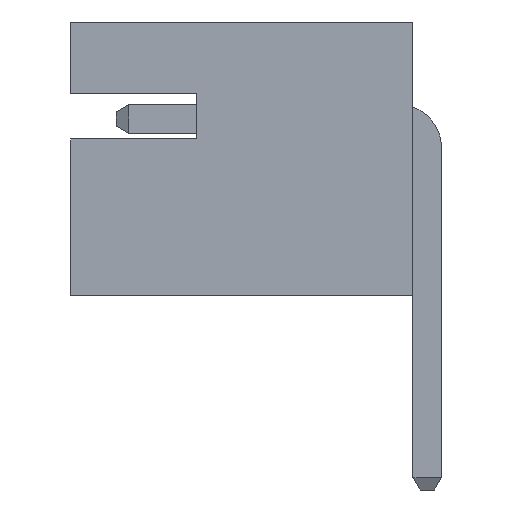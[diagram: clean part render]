
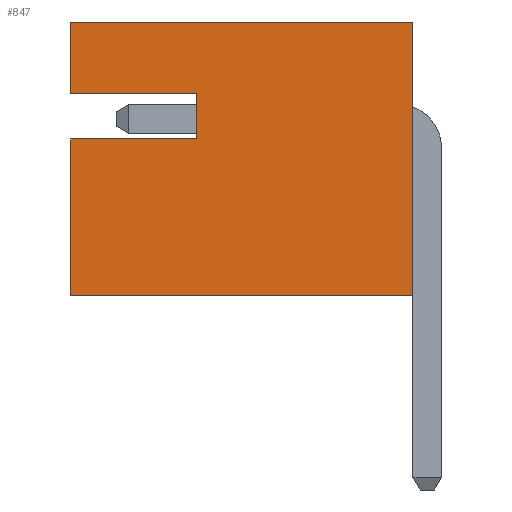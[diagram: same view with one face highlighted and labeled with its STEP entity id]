
A CAD part, left-side view. The second image highlights one B-rep face of the part: STEP entity #847.
In plain terms, the highlighted planar face has unit normal (-1, 0, 0).
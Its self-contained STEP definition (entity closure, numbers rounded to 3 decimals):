
#847=ADVANCED_FACE('',(#1676),#1678,.T.);
#1676=FACE_BOUND('',#1677,.T.);
#1677=EDGE_LOOP('',(#2362,#2363,#2364,#2365,#2366,#2367,#2368,#2369));
#1678=PLANE('',#1679);
#1679=AXIS2_PLACEMENT_3D('',#1680,#1681,#1682);
#1680=CARTESIAN_POINT('',(-20.,0.25,0.));
#1681=DIRECTION('',(-1.,0.,0.));
#1682=DIRECTION('',(0.,0.,1.));
#2362=ORIENTED_EDGE('',*,*,#2817,.T.);
#2363=ORIENTED_EDGE('',*,*,#2818,.T.);
#2364=ORIENTED_EDGE('',*,*,#2819,.F.);
#2365=ORIENTED_EDGE('',*,*,#2756,.F.);
#2366=ORIENTED_EDGE('',*,*,#2797,.T.);
#2367=ORIENTED_EDGE('',*,*,#2810,.T.);
#2368=ORIENTED_EDGE('',*,*,#2820,.F.);
#2369=ORIENTED_EDGE('',*,*,#2821,.T.);
#2756=EDGE_CURVE('',#3142,#3144,#3145,.T.);
#2797=EDGE_CURVE('',#3142,#3196,#3198,.T.);
#2810=EDGE_CURVE('',#3196,#3221,#3223,.T.);
#2817=EDGE_CURVE('',#3234,#3235,#3236,.F.);
#2818=EDGE_CURVE('',#3235,#3237,#3238,.F.);
#2819=EDGE_CURVE('',#3144,#3237,#3239,.T.);
#2820=EDGE_CURVE('',#3240,#3221,#3241,.T.);
#2821=EDGE_CURVE('',#3240,#3234,#3242,.F.);
#3142=VERTEX_POINT('',#3847);
#3144=VERTEX_POINT('',#3851);
#3145=LINE('',#3852,#3853);
#3196=VERTEX_POINT('',#3983);
#3198=LINE('',#3987,#3988);
#3221=VERTEX_POINT('',#4034);
#3223=LINE('',#4038,#4039);
#3234=VERTEX_POINT('',#4063);
#3235=VERTEX_POINT('',#4064);
#3236=LINE('',#4065,#4066);
#3237=VERTEX_POINT('',#4068);
#3238=LINE('',#4069,#4070);
#3239=LINE('',#4072,#4073);
#3240=VERTEX_POINT('',#4075);
#3241=LINE('',#4076,#4077);
#3242=LINE('',#4079,#4080);
#3847=CARTESIAN_POINT('',(-20.,0.25,0.));
#3851=CARTESIAN_POINT('',(-20.,6.25,0.));
#3852=CARTESIAN_POINT('',(-20.,0.25,0.));
#3853=VECTOR('',#3854,1.);
#3854=DIRECTION('',(0.,1.,0.));
#3983=CARTESIAN_POINT('',(-20.,0.25,4.8));
#3987=CARTESIAN_POINT('',(-20.,0.25,0.));
#3988=VECTOR('',#3989,1.);
#3989=DIRECTION('',(0.,0.,1.));
#4034=CARTESIAN_POINT('',(-20.,6.25,4.8));
#4038=CARTESIAN_POINT('',(-20.,0.25,4.8));
#4039=VECTOR('',#4040,1.);
#4040=DIRECTION('',(0.,1.,0.));
#4063=CARTESIAN_POINT('',(-20.,4.05,3.55));
#4064=CARTESIAN_POINT('',(-20.,4.05,2.75));
#4065=CARTESIAN_POINT('',(-20.,4.05,2.75));
#4066=VECTOR('',#4067,1.);
#4067=DIRECTION('',(0.,0.,1.));
#4068=CARTESIAN_POINT('',(-20.,6.25,2.75));
#4069=CARTESIAN_POINT('',(-20.,6.25,2.75));
#4070=VECTOR('',#4071,1.);
#4071=DIRECTION('',(0.,-1.,0.));
#4072=CARTESIAN_POINT('',(-20.,6.25,0.));
#4073=VECTOR('',#4074,1.);
#4074=DIRECTION('',(0.,0.,1.));
#4075=CARTESIAN_POINT('',(-20.,6.25,3.55));
#4076=CARTESIAN_POINT('',(-20.,6.25,3.55));
#4077=VECTOR('',#4078,1.);
#4078=DIRECTION('',(0.,0.,1.));
#4079=CARTESIAN_POINT('',(-20.,4.05,3.55));
#4080=VECTOR('',#4081,1.);
#4081=DIRECTION('',(0.,1.,0.));
